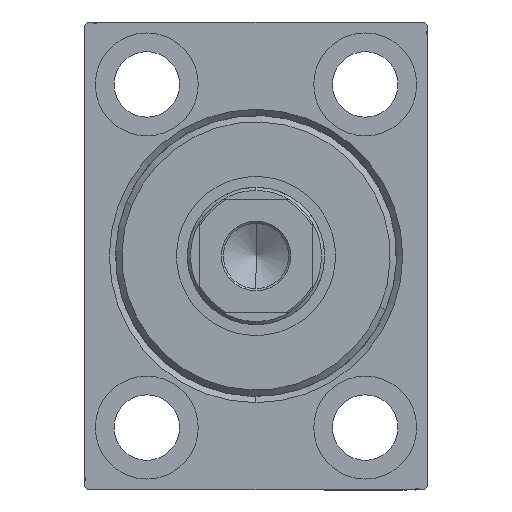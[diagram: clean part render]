
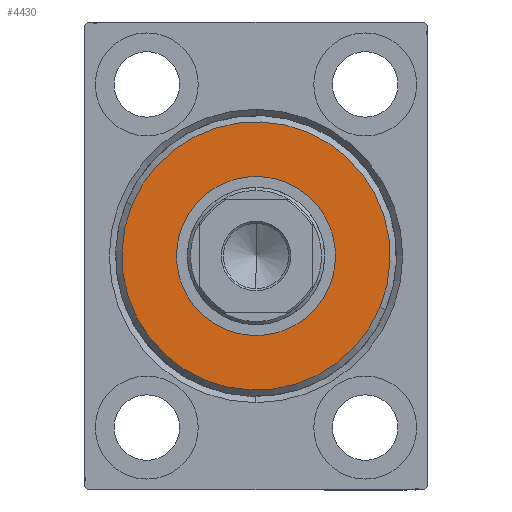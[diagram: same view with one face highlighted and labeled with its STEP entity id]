
A CAD part, left-side view. The second image highlights one B-rep face of the part: STEP entity #4430.
In plain terms, the highlighted face is planar.
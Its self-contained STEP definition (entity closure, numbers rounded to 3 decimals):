
#157 = AXIS2_PLACEMENT_3D ( 'NONE', #11390, #38476, #31857 ) ;
#1134 = EDGE_CURVE ( 'NONE', #27202, #21115, #20892, .T. ) ;
#2203 = ORIENTED_EDGE ( 'NONE', *, *, #18817, .T. ) ;
#3488 = CARTESIAN_POINT ( 'NONE',  ( 3., 0., 0. ) ) ;
#4430 = ADVANCED_FACE ( 'NONE', ( #27027, #23721 ), #10956, .T. ) ;
#4442 = EDGE_CURVE ( 'NONE', #16534, #28224, #14678, .T. ) ;
#4947 = EDGE_LOOP ( 'NONE', ( #15572, #9245 ) ) ;
#6137 = CARTESIAN_POINT ( 'NONE',  ( 3., 0., 21.5 ) ) ;
#6642 = ORIENTED_EDGE ( 'NONE', *, *, #4442, .T. ) ;
#7262 = CARTESIAN_POINT ( 'NONE',  ( 3., 0., -12.75 ) ) ;
#9245 = ORIENTED_EDGE ( 'NONE', *, *, #1134, .T. ) ;
#9277 = CIRCLE ( 'NONE', #157, 12.75 ) ;
#9796 = CARTESIAN_POINT ( 'NONE',  ( 3., 0., 12.75 ) ) ;
#10956 = PLANE ( 'NONE',  #35098 ) ;
#11390 = CARTESIAN_POINT ( 'NONE',  ( 3., 0., 0. ) ) ;
#12545 = AXIS2_PLACEMENT_3D ( 'NONE', #20707, #40112, #30836 ) ;
#14252 = CARTESIAN_POINT ( 'NONE',  ( 3., 0., 0. ) ) ;
#14678 = CIRCLE ( 'NONE', #39302, 21.5 ) ;
#15572 = ORIENTED_EDGE ( 'NONE', *, *, #33590, .T. ) ;
#16534 = VERTEX_POINT ( 'NONE', #19854 ) ;
#18658 = DIRECTION ( 'NONE',  ( -1., 0., 0. ) ) ;
#18817 = EDGE_CURVE ( 'NONE', #28224, #16534, #31564, .T. ) ;
#19854 = CARTESIAN_POINT ( 'NONE',  ( 3., 0., -21.5 ) ) ;
#20707 = CARTESIAN_POINT ( 'NONE',  ( 3., 0., 0. ) ) ;
#20892 = CIRCLE ( 'NONE', #38494, 12.75 ) ;
#21115 = VERTEX_POINT ( 'NONE', #9796 ) ;
#21936 = DIRECTION ( 'NONE',  ( 0., 0., -1. ) ) ;
#21958 = DIRECTION ( 'NONE',  ( 0., 0., -1. ) ) ;
#23721 = FACE_BOUND ( 'NONE', #4947, .T. ) ;
#24380 = DIRECTION ( 'NONE',  ( 0., 0., -1. ) ) ;
#27027 = FACE_OUTER_BOUND ( 'NONE', #40846, .T. ) ;
#27202 = VERTEX_POINT ( 'NONE', #7262 ) ;
#28224 = VERTEX_POINT ( 'NONE', #6137 ) ;
#30836 = DIRECTION ( 'NONE',  ( 0., 0., -1. ) ) ;
#31218 = DIRECTION ( 'NONE',  ( 1., 0., 0. ) ) ;
#31442 = DIRECTION ( 'NONE',  ( 1., 0., 0. ) ) ;
#31564 = CIRCLE ( 'NONE', #12545, 21.5 ) ;
#31857 = DIRECTION ( 'NONE',  ( 0., 0., -1. ) ) ;
#33590 = EDGE_CURVE ( 'NONE', #21115, #27202, #9277, .T. ) ;
#35098 = AXIS2_PLACEMENT_3D ( 'NONE', #14252, #31218, #24380 ) ;
#38074 = CARTESIAN_POINT ( 'NONE',  ( 3., 0., 0. ) ) ;
#38476 = DIRECTION ( 'NONE',  ( -1., 0., 0. ) ) ;
#38494 = AXIS2_PLACEMENT_3D ( 'NONE', #38074, #18658, #21958 ) ;
#39302 = AXIS2_PLACEMENT_3D ( 'NONE', #3488, #31442, #21936 ) ;
#40112 = DIRECTION ( 'NONE',  ( 1., 0., 0. ) ) ;
#40846 = EDGE_LOOP ( 'NONE', ( #2203, #6642 ) ) ;
